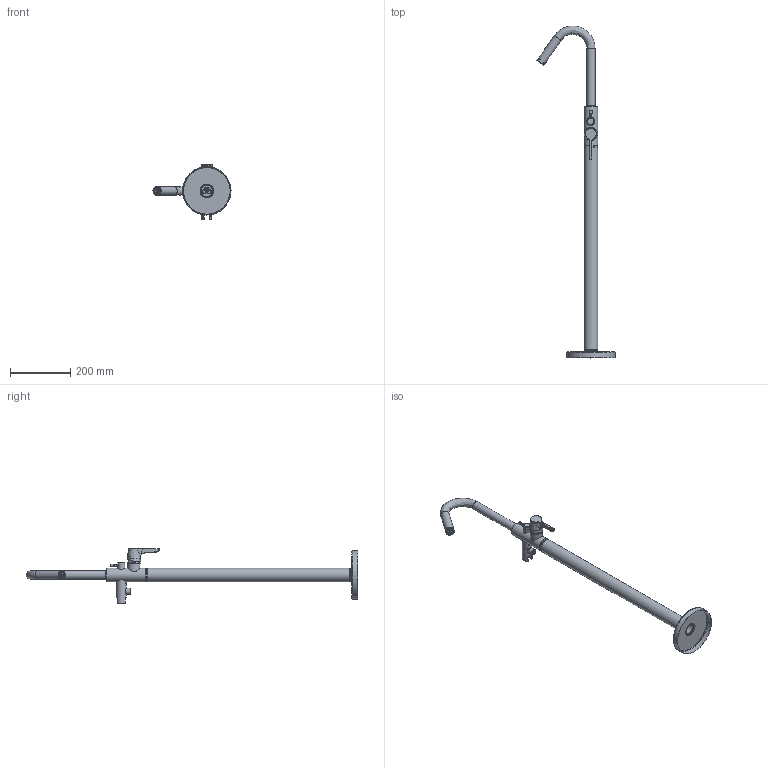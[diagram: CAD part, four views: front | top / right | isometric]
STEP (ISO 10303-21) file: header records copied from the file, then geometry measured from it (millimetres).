
FILE_DESCRIPTION (( 'STEP AP203' ), '1' );
FILE_NAME ('STEP918502S.STEP', '2021-10-20T05:09:20', ( '' ), ( '' ), 'SwSTEP 2.0', 'SolidWorks 2021', '' );
FILE_SCHEMA (( 'CONFIG_CONTROL_DESIGN' ));
Length unit declared in the file: millimetre
Products named in the file (1): STEP918502S
Bounding box: 257.97 x 1097.69 x 180.69 mm (x, y, z)
Volume: 472483.5 mm3; surface area: 402188.3 mm2
Topology: 17 solids, 17 shells, 707 faces, 1800 edges, 1185 vertices
Faces by surface type: bspline 257, plane 199, cylinder 178, cone 56, torus 10, sphere 7
Full cylindrical faces by diameter (mm): 2 x3, 3.3 x1, 3.5 x2, 4 x37, 4.2 x2, 5 x4, 5.5 x3, 6.5 x2, 6.6 x1, 8 x2, 9 x3, 11 x3, 12 x1, 12.5 x2, 13.5 x1, 14 x2, 16 x1, 17 x1, 17.5 x1, 18 x2, 20 x3, 20.5 x2, 21 x1, 21.5 x1, 22 x1, 23 x3, 23.5 x1, 24 x4, 24.4 x1, 25 x1
Entity records: 60307 total; most frequent: CARTESIAN_POINT 47221, ORIENTED_EDGE 2998, DIRECTION 1786, EDGE_CURVE 1499, VERTEX_POINT 1052, EDGE_LOOP 907, B_SPLINE_CURVE_WITH_KNOTS 799, FACE_OUTER_BOUND 754
